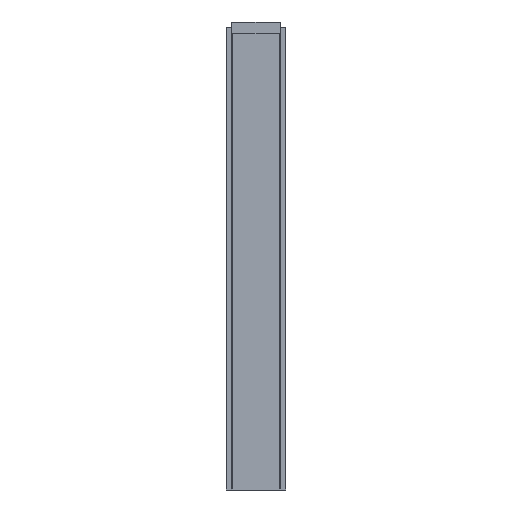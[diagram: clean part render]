
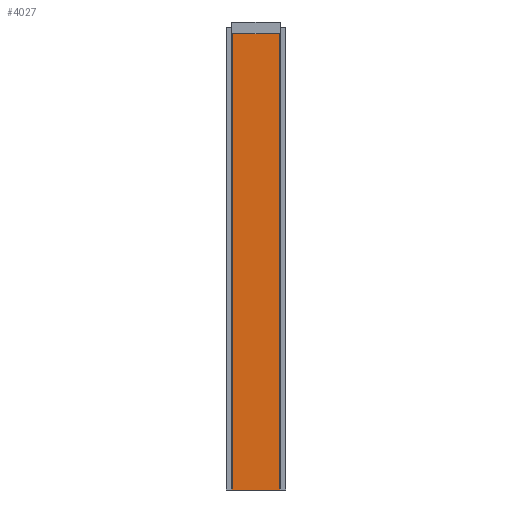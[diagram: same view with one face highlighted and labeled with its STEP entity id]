
A CAD part, front view. The second image highlights one B-rep face of the part: STEP entity #4027.
In plain terms, the highlighted planar face has unit normal (0, -1, 0).
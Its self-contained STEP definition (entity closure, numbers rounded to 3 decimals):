
#75 = ORIENTED_EDGE ( 'NONE', *, *, #1952, .T. ) ;
#378 = ORIENTED_EDGE ( 'NONE', *, *, #3004, .T. ) ;
#392 = VERTEX_POINT ( 'NONE', #5042 ) ;
#487 = VECTOR ( 'NONE', #3701, 1000. ) ;
#615 = PLANE ( 'NONE',  #1019 ) ;
#676 = EDGE_LOOP ( 'NONE', ( #75, #4487, #3749, #378 ) ) ;
#1019 = AXIS2_PLACEMENT_3D ( 'NONE', #3559, #4346, #4754 ) ;
#1243 = EDGE_CURVE ( 'NONE', #2413, #2090, #2187, .T. ) ;
#1424 = CARTESIAN_POINT ( 'NONE',  ( -102.9, 0., -1000. ) ) ;
#1662 = DIRECTION ( 'NONE',  ( -1., 0., 0. ) ) ;
#1698 = CARTESIAN_POINT ( 'NONE',  ( 102.9, 0., 1000. ) ) ;
#1756 = CARTESIAN_POINT ( 'NONE',  ( 105.5, 0., -1000. ) ) ;
#1936 = VERTEX_POINT ( 'NONE', #1698 ) ;
#1952 = EDGE_CURVE ( 'NONE', #1936, #392, #2036, .T. ) ;
#2036 = LINE ( 'NONE', #4303, #2166 ) ;
#2090 = VERTEX_POINT ( 'NONE', #1424 ) ;
#2166 = VECTOR ( 'NONE', #1662, 1000. ) ;
#2187 = LINE ( 'NONE', #1756, #4472 ) ;
#2413 = VERTEX_POINT ( 'NONE', #5201 ) ;
#2467 = CARTESIAN_POINT ( 'NONE',  ( -102.9, 0., -1000. ) ) ;
#2674 = LINE ( 'NONE', #2467, #487 ) ;
#3004 = EDGE_CURVE ( 'NONE', #2413, #1936, #4380, .T. ) ;
#3082 = EDGE_CURVE ( 'NONE', #392, #2090, #2674, .T. ) ;
#3317 = VECTOR ( 'NONE', #3496, 1000. ) ;
#3496 = DIRECTION ( 'NONE',  ( 0., 0., 1. ) ) ;
#3559 = CARTESIAN_POINT ( 'NONE',  ( 105.5, 0., 1000. ) ) ;
#3701 = DIRECTION ( 'NONE',  ( 0., 0., -1. ) ) ;
#3703 = DIRECTION ( 'NONE',  ( -1., 0., 0. ) ) ;
#3749 = ORIENTED_EDGE ( 'NONE', *, *, #1243, .F. ) ;
#3847 = FACE_OUTER_BOUND ( 'NONE', #676, .T. ) ;
#3880 = CARTESIAN_POINT ( 'NONE',  ( 102.9, 0., 1000. ) ) ;
#4027 = ADVANCED_FACE ( 'NONE', ( #3847 ), #615, .T. ) ;
#4303 = CARTESIAN_POINT ( 'NONE',  ( 105.5, 0., 1000. ) ) ;
#4346 = DIRECTION ( 'NONE',  ( 0., -1., 0. ) ) ;
#4380 = LINE ( 'NONE', #3880, #3317 ) ;
#4472 = VECTOR ( 'NONE', #3703, 1000. ) ;
#4487 = ORIENTED_EDGE ( 'NONE', *, *, #3082, .T. ) ;
#4754 = DIRECTION ( 'NONE',  ( 0., 0., -1. ) ) ;
#5042 = CARTESIAN_POINT ( 'NONE',  ( -102.9, 0., 1000. ) ) ;
#5201 = CARTESIAN_POINT ( 'NONE',  ( 102.9, 0., -1000. ) ) ;
